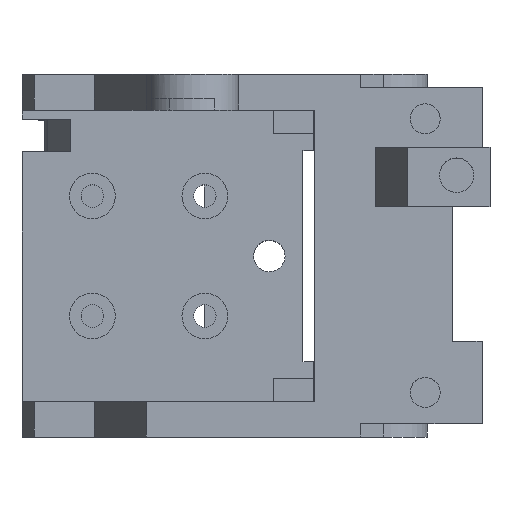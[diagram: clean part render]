
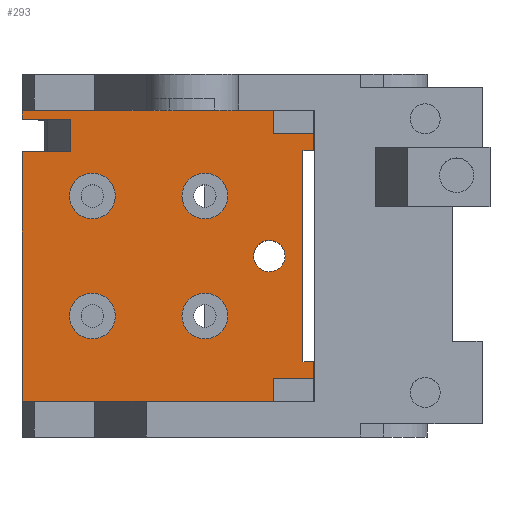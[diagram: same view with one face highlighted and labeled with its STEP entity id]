
A CAD part, top view. The second image highlights one B-rep face of the part: STEP entity #293.
In plain terms, the highlighted planar face has unit normal (0, 0, 1).
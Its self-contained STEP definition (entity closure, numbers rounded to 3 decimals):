
#72 = VERTEX_POINT('',#73);
#73 = CARTESIAN_POINT('',(-10.88,18.2,35.1));
#79 = EDGE_CURVE('',#72,#80,#82,.T.);
#80 = VERTEX_POINT('',#81);
#81 = CARTESIAN_POINT('',(-17.38,18.2,35.1));
#82 = LINE('',#83,#84);
#83 = CARTESIAN_POINT('',(-14.,18.2,35.1));
#84 = VECTOR('',#85,1.);
#85 = DIRECTION('',(-1.,-0.,-0.));
#196 = VERTEX_POINT('',#197);
#197 = CARTESIAN_POINT('',(-10.88,13.9,35.1));
#231 = VERTEX_POINT('',#232);
#232 = CARTESIAN_POINT('',(-17.38,13.9,35.1));
#238 = EDGE_CURVE('',#231,#196,#239,.T.);
#239 = LINE('',#240,#241);
#240 = CARTESIAN_POINT('',(-14.38,13.9,35.1));
#241 = VECTOR('',#242,1.);
#242 = DIRECTION('',(1.,0.,0.));
#266 = EDGE_CURVE('',#196,#72,#267,.T.);
#267 = LINE('',#268,#269);
#268 = CARTESIAN_POINT('',(-10.88,13.9,35.1));
#269 = VECTOR('',#270,1.);
#270 = DIRECTION('',(0.,1.,0.));
#293 = ADVANCED_FACE('',(#294,#401,#412,#423,#443,#454),#465,.T.);
#294 = FACE_BOUND('',#295,.T.);
#295 = EDGE_LOOP('',(#296,#304,#305,#306,#307,#315,#323,#331,#339,#347,
    #355,#363,#371,#379,#387,#395));
#296 = ORIENTED_EDGE('',*,*,#297,.F.);
#297 = EDGE_CURVE('',#80,#298,#300,.T.);
#298 = VERTEX_POINT('',#299);
#299 = CARTESIAN_POINT('',(-17.38,19.4,35.1));
#300 = LINE('',#301,#302);
#301 = CARTESIAN_POINT('',(-17.38,0.205,35.1));
#302 = VECTOR('',#303,1.);
#303 = DIRECTION('',(0.,1.,0.));
#304 = ORIENTED_EDGE('',*,*,#79,.F.);
#305 = ORIENTED_EDGE('',*,*,#266,.F.);
#306 = ORIENTED_EDGE('',*,*,#238,.F.);
#307 = ORIENTED_EDGE('',*,*,#308,.F.);
#308 = EDGE_CURVE('',#309,#231,#311,.T.);
#309 = VERTEX_POINT('',#310);
#310 = CARTESIAN_POINT('',(-17.38,-19.4,35.1));
#311 = LINE('',#312,#313);
#312 = CARTESIAN_POINT('',(-17.38,0.205,35.1));
#313 = VECTOR('',#314,1.);
#314 = DIRECTION('',(0.,1.,0.));
#315 = ORIENTED_EDGE('',*,*,#316,.F.);
#316 = EDGE_CURVE('',#317,#309,#319,.T.);
#317 = VERTEX_POINT('',#318);
#318 = CARTESIAN_POINT('',(16.1,-19.4,35.1));
#319 = LINE('',#320,#321);
#320 = CARTESIAN_POINT('',(-4.057,-19.4,35.1));
#321 = VECTOR('',#322,1.);
#322 = DIRECTION('',(-1.,0.,0.));
#323 = ORIENTED_EDGE('',*,*,#324,.T.);
#324 = EDGE_CURVE('',#317,#325,#327,.T.);
#325 = VERTEX_POINT('',#326);
#326 = CARTESIAN_POINT('',(16.1,-16.3,35.1));
#327 = LINE('',#328,#329);
#328 = CARTESIAN_POINT('',(16.1,-19.4,35.1));
#329 = VECTOR('',#330,1.);
#330 = DIRECTION('',(0.,1.,0.));
#331 = ORIENTED_EDGE('',*,*,#332,.F.);
#332 = EDGE_CURVE('',#333,#325,#335,.T.);
#333 = VERTEX_POINT('',#334);
#334 = CARTESIAN_POINT('',(21.45,-16.3,35.1));
#335 = LINE('',#336,#337);
#336 = CARTESIAN_POINT('',(21.45,-16.3,35.1));
#337 = VECTOR('',#338,1.);
#338 = DIRECTION('',(-1.,-0.,-0.));
#339 = ORIENTED_EDGE('',*,*,#340,.F.);
#340 = EDGE_CURVE('',#341,#333,#343,.T.);
#341 = VERTEX_POINT('',#342);
#342 = CARTESIAN_POINT('',(21.45,-14.1,35.1));
#343 = LINE('',#344,#345);
#344 = CARTESIAN_POINT('',(21.45,12.4,35.1));
#345 = VECTOR('',#346,1.);
#346 = DIRECTION('',(0.,-1.,0.));
#347 = ORIENTED_EDGE('',*,*,#348,.T.);
#348 = EDGE_CURVE('',#341,#349,#351,.T.);
#349 = VERTEX_POINT('',#350);
#350 = CARTESIAN_POINT('',(20.1,-14.1,35.1));
#351 = LINE('',#352,#353);
#352 = CARTESIAN_POINT('',(10.833,-14.1,35.1));
#353 = VECTOR('',#354,1.);
#354 = DIRECTION('',(-1.,0.,0.));
#355 = ORIENTED_EDGE('',*,*,#356,.T.);
#356 = EDGE_CURVE('',#349,#357,#359,.T.);
#357 = VERTEX_POINT('',#358);
#358 = CARTESIAN_POINT('',(20.1,14.1,35.1));
#359 = LINE('',#360,#361);
#360 = CARTESIAN_POINT('',(20.1,0.3,35.1));
#361 = VECTOR('',#362,1.);
#362 = DIRECTION('',(0.,1.,0.));
#363 = ORIENTED_EDGE('',*,*,#364,.T.);
#364 = EDGE_CURVE('',#357,#365,#367,.T.);
#365 = VERTEX_POINT('',#366);
#366 = CARTESIAN_POINT('',(21.45,14.1,35.1));
#367 = LINE('',#368,#369);
#368 = CARTESIAN_POINT('',(10.833,14.1,35.1));
#369 = VECTOR('',#370,1.);
#370 = DIRECTION('',(1.,0.,0.));
#371 = ORIENTED_EDGE('',*,*,#372,.F.);
#372 = EDGE_CURVE('',#373,#365,#375,.T.);
#373 = VERTEX_POINT('',#374);
#374 = CARTESIAN_POINT('',(21.45,16.3,35.1));
#375 = LINE('',#376,#377);
#376 = CARTESIAN_POINT('',(21.45,12.4,35.1));
#377 = VECTOR('',#378,1.);
#378 = DIRECTION('',(0.,-1.,0.));
#379 = ORIENTED_EDGE('',*,*,#380,.T.);
#380 = EDGE_CURVE('',#373,#381,#383,.T.);
#381 = VERTEX_POINT('',#382);
#382 = CARTESIAN_POINT('',(16.1,16.3,35.1));
#383 = LINE('',#384,#385);
#384 = CARTESIAN_POINT('',(21.45,16.3,35.1));
#385 = VECTOR('',#386,1.);
#386 = DIRECTION('',(-1.,-0.,-0.));
#387 = ORIENTED_EDGE('',*,*,#388,.T.);
#388 = EDGE_CURVE('',#381,#389,#391,.T.);
#389 = VERTEX_POINT('',#390);
#390 = CARTESIAN_POINT('',(16.1,19.4,35.1));
#391 = LINE('',#392,#393);
#392 = CARTESIAN_POINT('',(16.1,16.3,35.1));
#393 = VECTOR('',#394,1.);
#394 = DIRECTION('',(0.,1.,0.));
#395 = ORIENTED_EDGE('',*,*,#396,.F.);
#396 = EDGE_CURVE('',#298,#389,#397,.T.);
#397 = LINE('',#398,#399);
#398 = CARTESIAN_POINT('',(15.5,19.4,35.1));
#399 = VECTOR('',#400,1.);
#400 = DIRECTION('',(1.,0.,0.));
#401 = FACE_BOUND('',#402,.T.);
#402 = EDGE_LOOP('',(#403));
#403 = ORIENTED_EDGE('',*,*,#404,.F.);
#404 = EDGE_CURVE('',#405,#405,#407,.T.);
#405 = VERTEX_POINT('',#406);
#406 = CARTESIAN_POINT('',(-4.94,-8.,35.1));
#407 = CIRCLE('',#408,3.05);
#408 = AXIS2_PLACEMENT_3D('',#409,#410,#411);
#409 = CARTESIAN_POINT('',(-7.99,-8.,35.1));
#410 = DIRECTION('',(0.,0.,1.));
#411 = DIRECTION('',(1.,0.,0.));
#412 = FACE_BOUND('',#413,.T.);
#413 = EDGE_LOOP('',(#414));
#414 = ORIENTED_EDGE('',*,*,#415,.F.);
#415 = EDGE_CURVE('',#416,#416,#418,.T.);
#416 = VERTEX_POINT('',#417);
#417 = CARTESIAN_POINT('',(10.06,-8.,35.1));
#418 = CIRCLE('',#419,3.05);
#419 = AXIS2_PLACEMENT_3D('',#420,#421,#422);
#420 = CARTESIAN_POINT('',(7.01,-8.,35.1));
#421 = DIRECTION('',(0.,0.,1.));
#422 = DIRECTION('',(1.,0.,0.));
#423 = FACE_BOUND('',#424,.T.);
#424 = EDGE_LOOP('',(#425,#436));
#425 = ORIENTED_EDGE('',*,*,#426,.T.);
#426 = EDGE_CURVE('',#427,#429,#431,.T.);
#427 = VERTEX_POINT('',#428);
#428 = CARTESIAN_POINT('',(15.6,-2.1,35.1));
#429 = VERTEX_POINT('',#430);
#430 = CARTESIAN_POINT('',(15.6,2.1,35.1));
#431 = CIRCLE('',#432,2.1);
#432 = AXIS2_PLACEMENT_3D('',#433,#434,#435);
#433 = CARTESIAN_POINT('',(15.6,0.,35.1));
#434 = DIRECTION('',(0.,-0.,-1.));
#435 = DIRECTION('',(1.,0.,0.));
#436 = ORIENTED_EDGE('',*,*,#437,.F.);
#437 = EDGE_CURVE('',#427,#429,#438,.T.);
#438 = CIRCLE('',#439,2.1);
#439 = AXIS2_PLACEMENT_3D('',#440,#441,#442);
#440 = CARTESIAN_POINT('',(15.6,0.,35.1));
#441 = DIRECTION('',(0.,0.,1.));
#442 = DIRECTION('',(1.,0.,0.));
#443 = FACE_BOUND('',#444,.T.);
#444 = EDGE_LOOP('',(#445));
#445 = ORIENTED_EDGE('',*,*,#446,.F.);
#446 = EDGE_CURVE('',#447,#447,#449,.T.);
#447 = VERTEX_POINT('',#448);
#448 = CARTESIAN_POINT('',(-4.94,8.,35.1));
#449 = CIRCLE('',#450,3.05);
#450 = AXIS2_PLACEMENT_3D('',#451,#452,#453);
#451 = CARTESIAN_POINT('',(-7.99,8.,35.1));
#452 = DIRECTION('',(0.,0.,1.));
#453 = DIRECTION('',(1.,0.,0.));
#454 = FACE_BOUND('',#455,.T.);
#455 = EDGE_LOOP('',(#456));
#456 = ORIENTED_EDGE('',*,*,#457,.F.);
#457 = EDGE_CURVE('',#458,#458,#460,.T.);
#458 = VERTEX_POINT('',#459);
#459 = CARTESIAN_POINT('',(10.06,8.,35.1));
#460 = CIRCLE('',#461,3.05);
#461 = AXIS2_PLACEMENT_3D('',#462,#463,#464);
#462 = CARTESIAN_POINT('',(7.01,8.,35.1));
#463 = DIRECTION('',(0.,0.,1.));
#464 = DIRECTION('',(1.,0.,0.));
#465 = PLANE('',#466);
#466 = AXIS2_PLACEMENT_3D('',#467,#468,#469);
#467 = CARTESIAN_POINT('',(1.332,0.587,35.1));
#468 = DIRECTION('',(0.,0.,1.));
#469 = DIRECTION('',(1.,0.,0.));
